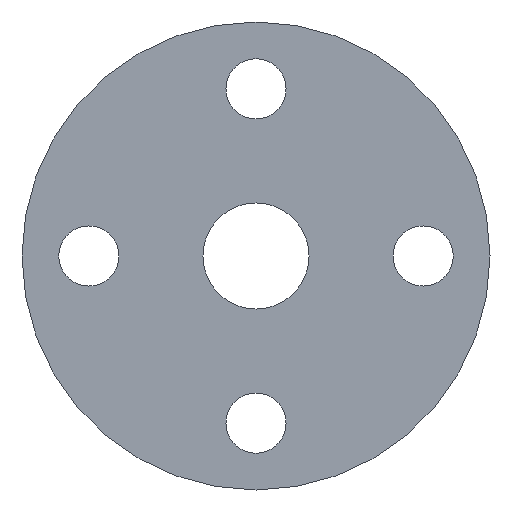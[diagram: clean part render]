
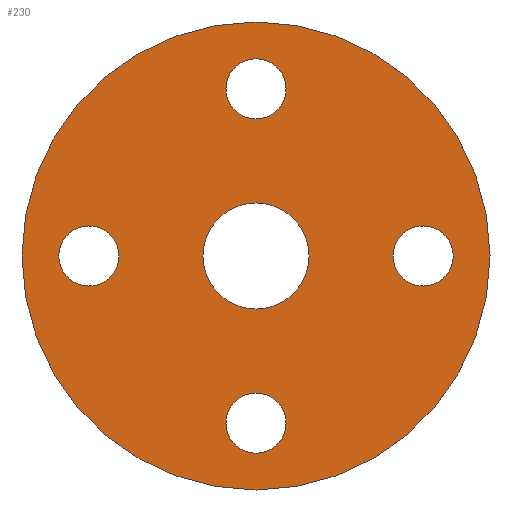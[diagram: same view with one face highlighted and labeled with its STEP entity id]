
A CAD part, front view. The second image highlights one B-rep face of the part: STEP entity #230.
In plain terms, the highlighted planar face has unit normal (0, -1, 0).
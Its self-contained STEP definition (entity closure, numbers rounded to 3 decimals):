
#2 = DIRECTION ( 'NONE',  ( 0., 1., 0. ) ) ;
#5 = VERTEX_POINT ( 'NONE', #304 ) ;
#10 = ORIENTED_EDGE ( 'NONE', *, *, #197, .F. ) ;
#20 = ORIENTED_EDGE ( 'NONE', *, *, #540, .T. ) ;
#21 = CARTESIAN_POINT ( 'NONE',  ( -50., 0., 9. ) ) ;
#25 = ORIENTED_EDGE ( 'NONE', *, *, #418, .F. ) ;
#30 = EDGE_LOOP ( 'NONE', ( #124, #20 ) ) ;
#33 = FACE_BOUND ( 'NONE', #292, .T. ) ;
#37 = CARTESIAN_POINT ( 'NONE',  ( 0., 0., 59. ) ) ;
#39 = CARTESIAN_POINT ( 'NONE',  ( 0., 0., -41. ) ) ;
#41 = DIRECTION ( 'NONE',  ( 0., -1., 0. ) ) ;
#42 = CIRCLE ( 'NONE', #199, 9. ) ;
#52 = EDGE_CURVE ( 'NONE', #319, #161, #249, .T. ) ;
#61 = DIRECTION ( 'NONE',  ( 0., 0., -1. ) ) ;
#63 = CARTESIAN_POINT ( 'NONE',  ( 0., 0., 0. ) ) ;
#65 = ORIENTED_EDGE ( 'NONE', *, *, #391, .F. ) ;
#67 = EDGE_CURVE ( 'NONE', #500, #462, #42, .T. ) ;
#84 = CIRCLE ( 'NONE', #386, 9. ) ;
#90 = ORIENTED_EDGE ( 'NONE', *, *, #67, .F. ) ;
#92 = DIRECTION ( 'NONE',  ( 0., 0., -1. ) ) ;
#109 = FACE_BOUND ( 'NONE', #332, .T. ) ;
#115 = CARTESIAN_POINT ( 'NONE',  ( 0., 0., 50. ) ) ;
#124 = ORIENTED_EDGE ( 'NONE', *, *, #253, .T. ) ;
#126 = AXIS2_PLACEMENT_3D ( 'NONE', #229, #137, #482 ) ;
#131 = DIRECTION ( 'NONE',  ( 0., -1., 0. ) ) ;
#135 = CARTESIAN_POINT ( 'NONE',  ( 0., 0., 0. ) ) ;
#137 = DIRECTION ( 'NONE',  ( 0., 1., 0. ) ) ;
#140 = DIRECTION ( 'NONE',  ( 0., -1., 0. ) ) ;
#144 = DIRECTION ( 'NONE',  ( 0., -1., 0. ) ) ;
#151 = FACE_BOUND ( 'NONE', #30, .T. ) ;
#161 = VERTEX_POINT ( 'NONE', #473 ) ;
#168 = CIRCLE ( 'NONE', #238, 9. ) ;
#176 = AXIS2_PLACEMENT_3D ( 'NONE', #370, #544, #460 ) ;
#184 = ORIENTED_EDGE ( 'NONE', *, *, #349, .F. ) ;
#186 = CARTESIAN_POINT ( 'NONE',  ( 0., 0., -59. ) ) ;
#197 = EDGE_CURVE ( 'NONE', #462, #500, #509, .T. ) ;
#199 = AXIS2_PLACEMENT_3D ( 'NONE', #265, #523, #216 ) ;
#203 = CARTESIAN_POINT ( 'NONE',  ( 0., 0., 15.875 ) ) ;
#205 = DIRECTION ( 'NONE',  ( 0., 0., -1. ) ) ;
#207 = ORIENTED_EDGE ( 'NONE', *, *, #437, .F. ) ;
#208 = AXIS2_PLACEMENT_3D ( 'NONE', #135, #476, #342 ) ;
#209 = CARTESIAN_POINT ( 'NONE',  ( 0., 0., 70. ) ) ;
#211 = ORIENTED_EDGE ( 'NONE', *, *, #264, .F. ) ;
#212 = ORIENTED_EDGE ( 'NONE', *, *, #422, .F. ) ;
#215 = DIRECTION ( 'NONE',  ( 0., 0., -1. ) ) ;
#216 = DIRECTION ( 'NONE',  ( 0., 0., -1. ) ) ;
#229 = CARTESIAN_POINT ( 'NONE',  ( 0., 0., 0. ) ) ;
#230 = ADVANCED_FACE ( 'NONE', ( #363, #33, #109, #443, #151, #407 ), #404, .T. ) ;
#231 = CARTESIAN_POINT ( 'NONE',  ( -50., 0., 0. ) ) ;
#238 = AXIS2_PLACEMENT_3D ( 'NONE', #355, #537, #530 ) ;
#246 = AXIS2_PLACEMENT_3D ( 'NONE', #278, #140, #61 ) ;
#249 = CIRCLE ( 'NONE', #208, 70. ) ;
#253 = EDGE_CURVE ( 'NONE', #323, #440, #480, .T. ) ;
#261 = CARTESIAN_POINT ( 'NONE',  ( 0., 0., -50. ) ) ;
#264 = EDGE_CURVE ( 'NONE', #325, #338, #168, .T. ) ;
#265 = CARTESIAN_POINT ( 'NONE',  ( -50., 0., 0. ) ) ;
#269 = AXIS2_PLACEMENT_3D ( 'NONE', #367, #2, #340 ) ;
#278 = CARTESIAN_POINT ( 'NONE',  ( 0., 0., 70. ) ) ;
#280 = DIRECTION ( 'NONE',  ( 0., 0., 1. ) ) ;
#292 = EDGE_LOOP ( 'NONE', ( #25, #211 ) ) ;
#302 = ORIENTED_EDGE ( 'NONE', *, *, #360, .F. ) ;
#304 = CARTESIAN_POINT ( 'NONE',  ( 50., 0., -9. ) ) ;
#307 = AXIS2_PLACEMENT_3D ( 'NONE', #326, #131, #423 ) ;
#311 = CIRCLE ( 'NONE', #456, 9. ) ;
#319 = VERTEX_POINT ( 'NONE', #209 ) ;
#323 = VERTEX_POINT ( 'NONE', #203 ) ;
#325 = VERTEX_POINT ( 'NONE', #37 ) ;
#326 = CARTESIAN_POINT ( 'NONE',  ( 0., 0., -50. ) ) ;
#330 = EDGE_LOOP ( 'NONE', ( #420, #207 ) ) ;
#332 = EDGE_LOOP ( 'NONE', ( #10, #90 ) ) ;
#337 = CIRCLE ( 'NONE', #269, 70. ) ;
#338 = VERTEX_POINT ( 'NONE', #410 ) ;
#340 = DIRECTION ( 'NONE',  ( 0., 0., 1. ) ) ;
#342 = DIRECTION ( 'NONE',  ( 0., 0., 1. ) ) ;
#349 = EDGE_CURVE ( 'NONE', #542, #350, #532, .T. ) ;
#350 = VERTEX_POINT ( 'NONE', #39 ) ;
#355 = CARTESIAN_POINT ( 'NONE',  ( 0., 0., 50. ) ) ;
#359 = DIRECTION ( 'NONE',  ( 0., 0., -1. ) ) ;
#360 = EDGE_CURVE ( 'NONE', #5, #545, #516, .T. ) ;
#361 = AXIS2_PLACEMENT_3D ( 'NONE', #231, #144, #359 ) ;
#363 = FACE_BOUND ( 'NONE', #364, .T. ) ;
#364 = EDGE_LOOP ( 'NONE', ( #302, #212 ) ) ;
#367 = CARTESIAN_POINT ( 'NONE',  ( 0., 0., 0. ) ) ;
#370 = CARTESIAN_POINT ( 'NONE',  ( 50., 0., 0. ) ) ;
#373 = CARTESIAN_POINT ( 'NONE',  ( 50., 0., 0. ) ) ;
#382 = CIRCLE ( 'NONE', #126, 15.875 ) ;
#386 = AXIS2_PLACEMENT_3D ( 'NONE', #115, #457, #205 ) ;
#391 = EDGE_CURVE ( 'NONE', #350, #542, #461, .T. ) ;
#404 = PLANE ( 'NONE',  #246 ) ;
#407 = FACE_OUTER_BOUND ( 'NONE', #330, .T. ) ;
#410 = CARTESIAN_POINT ( 'NONE',  ( 0., 0., 41. ) ) ;
#414 = AXIS2_PLACEMENT_3D ( 'NONE', #261, #41, #92 ) ;
#416 = CARTESIAN_POINT ( 'NONE',  ( -50., 0., -9. ) ) ;
#418 = EDGE_CURVE ( 'NONE', #338, #325, #84, .T. ) ;
#420 = ORIENTED_EDGE ( 'NONE', *, *, #52, .F. ) ;
#422 = EDGE_CURVE ( 'NONE', #545, #5, #311, .T. ) ;
#423 = DIRECTION ( 'NONE',  ( 0., 0., -1. ) ) ;
#437 = EDGE_CURVE ( 'NONE', #161, #319, #337, .T. ) ;
#440 = VERTEX_POINT ( 'NONE', #541 ) ;
#443 = FACE_BOUND ( 'NONE', #486, .T. ) ;
#445 = CARTESIAN_POINT ( 'NONE',  ( 50., 0., 9. ) ) ;
#456 = AXIS2_PLACEMENT_3D ( 'NONE', #373, #474, #215 ) ;
#457 = DIRECTION ( 'NONE',  ( 0., -1., 0. ) ) ;
#460 = DIRECTION ( 'NONE',  ( 0., 0., -1. ) ) ;
#461 = CIRCLE ( 'NONE', #414, 9. ) ;
#462 = VERTEX_POINT ( 'NONE', #416 ) ;
#473 = CARTESIAN_POINT ( 'NONE',  ( 0., 0., -70. ) ) ;
#474 = DIRECTION ( 'NONE',  ( 0., -1., 0. ) ) ;
#476 = DIRECTION ( 'NONE',  ( 0., 1., 0. ) ) ;
#480 = CIRCLE ( 'NONE', #511, 15.875 ) ;
#482 = DIRECTION ( 'NONE',  ( 0., 0., 1. ) ) ;
#486 = EDGE_LOOP ( 'NONE', ( #184, #65 ) ) ;
#500 = VERTEX_POINT ( 'NONE', #21 ) ;
#509 = CIRCLE ( 'NONE', #361, 9. ) ;
#511 = AXIS2_PLACEMENT_3D ( 'NONE', #63, #534, #280 ) ;
#516 = CIRCLE ( 'NONE', #176, 9. ) ;
#523 = DIRECTION ( 'NONE',  ( 0., -1., 0. ) ) ;
#530 = DIRECTION ( 'NONE',  ( 0., 0., -1. ) ) ;
#532 = CIRCLE ( 'NONE', #307, 9. ) ;
#534 = DIRECTION ( 'NONE',  ( 0., 1., 0. ) ) ;
#537 = DIRECTION ( 'NONE',  ( 0., -1., 0. ) ) ;
#540 = EDGE_CURVE ( 'NONE', #440, #323, #382, .T. ) ;
#541 = CARTESIAN_POINT ( 'NONE',  ( 0., 0., -15.875 ) ) ;
#542 = VERTEX_POINT ( 'NONE', #186 ) ;
#544 = DIRECTION ( 'NONE',  ( 0., -1., 0. ) ) ;
#545 = VERTEX_POINT ( 'NONE', #445 ) ;
